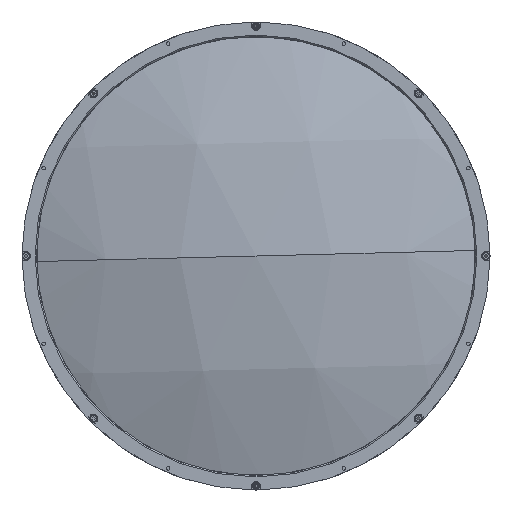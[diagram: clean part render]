
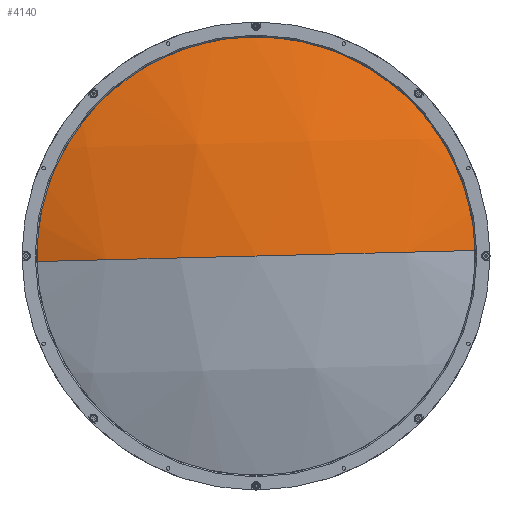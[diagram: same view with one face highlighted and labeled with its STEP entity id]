
A CAD part, left-side view. The second image highlights one B-rep face of the part: STEP entity #4140.
In plain terms, the highlighted spherical face has radius 465.458 mm.
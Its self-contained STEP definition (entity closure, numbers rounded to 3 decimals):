
#540 = CARTESIAN_POINT ( 'NONE',  ( 462.258, 0., 0. ) ) ;
#1337 = CIRCLE ( 'NONE', #12261, 162. ) ;
#1365 = CARTESIAN_POINT ( 'NONE',  ( 462.258, 0., 0. ) ) ;
#1445 = ORIENTED_EDGE ( 'NONE', *, *, #8165, .T. ) ;
#1468 = CARTESIAN_POINT ( 'NONE',  ( -3.2, 0., 0. ) ) ;
#1869 = DIRECTION ( 'NONE',  ( 0., 1., -0.025 ) ) ;
#2312 = CIRCLE ( 'NONE', #9593, 465.458 ) ;
#2550 = EDGE_LOOP ( 'NONE', ( #7024, #1445, #4126 ) ) ;
#2701 = DIRECTION ( 'NONE',  ( 0., -1., 0.025 ) ) ;
#4126 = ORIENTED_EDGE ( 'NONE', *, *, #7973, .F. ) ;
#4140 = ADVANCED_FACE ( 'NONE', ( #9427 ), #12952, .T. ) ;
#5126 = DIRECTION ( 'NONE',  ( 0., 0.025, 1. ) ) ;
#5912 = EDGE_CURVE ( 'NONE', #11795, #14118, #1337, .T. ) ;
#6360 = DIRECTION ( 'NONE',  ( -1., 0., 0. ) ) ;
#7024 = ORIENTED_EDGE ( 'NONE', *, *, #5912, .T. ) ;
#7973 = EDGE_CURVE ( 'NONE', #11795, #10573, #2312, .T. ) ;
#8165 = EDGE_CURVE ( 'NONE', #14118, #10573, #14877, .T. ) ;
#9427 = FACE_OUTER_BOUND ( 'NONE', #2550, .T. ) ;
#9593 = AXIS2_PLACEMENT_3D ( 'NONE', #540, #9928, #1869 ) ;
#9815 = CARTESIAN_POINT ( 'NONE',  ( 25.901, -161.948, 4.088 ) ) ;
#9928 = DIRECTION ( 'NONE',  ( 0., -0.025, -1. ) ) ;
#10056 = CARTESIAN_POINT ( 'NONE',  ( 462.258, 0., 0. ) ) ;
#10573 = VERTEX_POINT ( 'NONE', #1468 ) ;
#10750 = DIRECTION ( 'NONE',  ( 0., 0.025, 1. ) ) ;
#10868 = DIRECTION ( 'NONE',  ( 0., 0.025, 1. ) ) ;
#11229 = CARTESIAN_POINT ( 'NONE',  ( 25.901, 161.948, -4.088 ) ) ;
#11795 = VERTEX_POINT ( 'NONE', #9815 ) ;
#12261 = AXIS2_PLACEMENT_3D ( 'NONE', #17137, #6360, #5126 ) ;
#12952 = SPHERICAL_SURFACE ( 'NONE', #15311, 465.458 ) ;
#14118 = VERTEX_POINT ( 'NONE', #11229 ) ;
#14877 = CIRCLE ( 'NONE', #16699, 465.458 ) ;
#15311 = AXIS2_PLACEMENT_3D ( 'NONE', #10056, #10868, #16065 ) ;
#16065 = DIRECTION ( 'NONE',  ( 0., -1., 0.025 ) ) ;
#16699 = AXIS2_PLACEMENT_3D ( 'NONE', #1365, #10750, #2701 ) ;
#17137 = CARTESIAN_POINT ( 'NONE',  ( 25.901, 0., 0. ) ) ;
